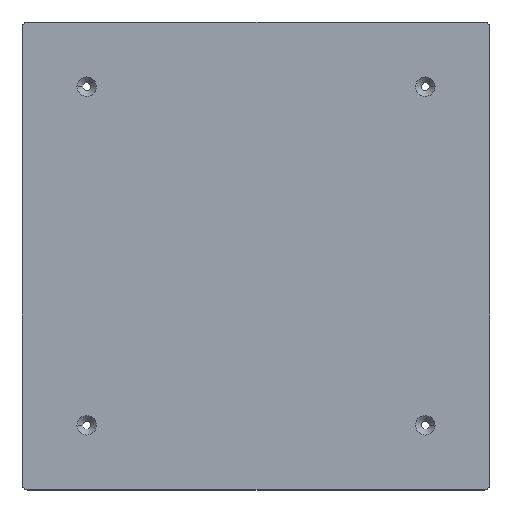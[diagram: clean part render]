
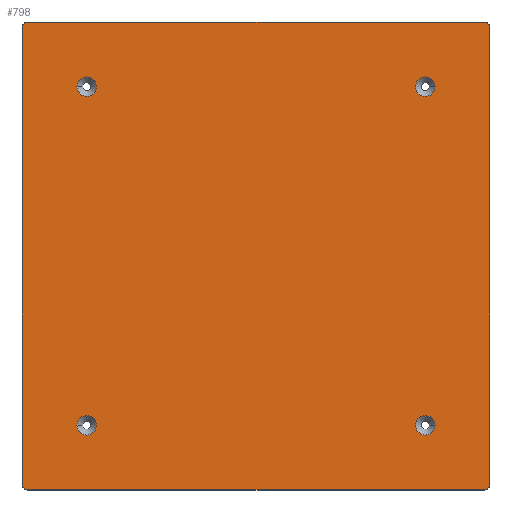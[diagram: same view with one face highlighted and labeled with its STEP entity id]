
A CAD part, top view. The second image highlights one B-rep face of the part: STEP entity #798.
In plain terms, the highlighted planar face has unit normal (0, 0, 1).
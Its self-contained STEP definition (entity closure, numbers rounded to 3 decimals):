
#6 = AXIS2_PLACEMENT_3D ( 'NONE', #474, #471, #469 ) ;
#8 = AXIS2_PLACEMENT_3D ( 'NONE', #491, #488, #484 ) ;
#10 = ORIENTED_EDGE ( 'NONE', *, *, #468, .T. ) ;
#15 = CIRCLE ( 'NONE', #60, 3. ) ;
#16 = AXIS2_PLACEMENT_3D ( 'NONE', #503, #496, #494 ) ;
#17 = CARTESIAN_POINT ( 'NONE',  ( 80.1, -85., 3. ) ) ;
#21 = DIRECTION ( 'NONE',  ( -1., 0., 0. ) ) ;
#29 = CARTESIAN_POINT ( 'NONE',  ( 0., 0., 3. ) ) ;
#31 = PLANE ( 'NONE',  #609 ) ;
#47 = CARTESIAN_POINT ( 'NONE',  ( -117.5, 114.5, 3. ) ) ;
#49 = DIRECTION ( 'NONE',  ( 0., 0., -1. ) ) ;
#51 = CARTESIAN_POINT ( 'NONE',  ( 114.5, -117.5, 3. ) ) ;
#53 = FACE_BOUND ( 'NONE', #181, .T. ) ;
#60 = AXIS2_PLACEMENT_3D ( 'NONE', #420, #414, #412 ) ;
#62 = VERTEX_POINT ( 'NONE', #846 ) ;
#64 = VERTEX_POINT ( 'NONE', #844 ) ;
#65 = AXIS2_PLACEMENT_3D ( 'NONE', #400, #396, #395 ) ;
#72 = ORIENTED_EDGE ( 'NONE', *, *, #347, .T. ) ;
#78 = CARTESIAN_POINT ( 'NONE',  ( 114.5, 117.5, 3. ) ) ;
#79 = CARTESIAN_POINT ( 'NONE',  ( -114.5, 117.5, 3. ) ) ;
#81 = AXIS2_PLACEMENT_3D ( 'NONE', #362, #361, #358 ) ;
#86 = ORIENTED_EDGE ( 'NONE', *, *, #461, .T. ) ;
#87 = EDGE_LOOP ( 'NONE', ( #962, #745, #86, #895, #169, #301, #690, #933 ) ) ;
#91 = CARTESIAN_POINT ( 'NONE',  ( -114.5, -117.5, 3. ) ) ;
#93 = CARTESIAN_POINT ( 'NONE',  ( -89.9, -85., 3. ) ) ;
#105 = DIRECTION ( 'NONE',  ( 0., 0., -1. ) ) ;
#125 = CARTESIAN_POINT ( 'NONE',  ( 80.1, 85., 3. ) ) ;
#127 = CARTESIAN_POINT ( 'NONE',  ( -80.1, -85., 3. ) ) ;
#133 = CARTESIAN_POINT ( 'NONE',  ( 85., -85., 3. ) ) ;
#136 = AXIS2_PLACEMENT_3D ( 'NONE', #323, #320, #317 ) ;
#166 = CIRCLE ( 'NONE', #6, 4.9 ) ;
#169 = ORIENTED_EDGE ( 'NONE', *, *, #489, .T. ) ;
#181 = EDGE_LOOP ( 'NONE', ( #386, #532 ) ) ;
#186 = VERTEX_POINT ( 'NONE', #669 ) ;
#189 = DIRECTION ( 'NONE',  ( -1., 0., 0. ) ) ;
#196 = CIRCLE ( 'NONE', #16, 4.9 ) ;
#211 = CARTESIAN_POINT ( 'NONE',  ( 85., 85., 3. ) ) ;
#212 = VERTEX_POINT ( 'NONE', #556 ) ;
#214 = VERTEX_POINT ( 'NONE', #549 ) ;
#221 = LINE ( 'NONE', #380, #857 ) ;
#234 = EDGE_LOOP ( 'NONE', ( #645, #440 ) ) ;
#243 = AXIS2_PLACEMENT_3D ( 'NONE', #797, #795, #794 ) ;
#247 = LINE ( 'NONE', #402, #482 ) ;
#255 = AXIS2_PLACEMENT_3D ( 'NONE', #133, #834, #830 ) ;
#258 = AXIS2_PLACEMENT_3D ( 'NONE', #211, #105, #189 ) ;
#259 = AXIS2_PLACEMENT_3D ( 'NONE', #341, #337, #328 ) ;
#279 = FACE_BOUND ( 'NONE', #234, .T. ) ;
#301 = ORIENTED_EDGE ( 'NONE', *, *, #492, .T. ) ;
#317 = DIRECTION ( 'NONE',  ( -1., 0., 0. ) ) ;
#320 = DIRECTION ( 'NONE',  ( 0., 0., 1. ) ) ;
#323 = CARTESIAN_POINT ( 'NONE',  ( -114.5, 114.5, 3. ) ) ;
#328 = DIRECTION ( 'NONE',  ( -1., 0., 0. ) ) ;
#335 = EDGE_CURVE ( 'NONE', #64, #186, #684, .T. ) ;
#337 = DIRECTION ( 'NONE',  ( 0., 0., -1. ) ) ;
#341 = CARTESIAN_POINT ( 'NONE',  ( -85., 85., 3. ) ) ;
#347 = EDGE_CURVE ( 'NONE', #930, #591, #620, .T. ) ;
#356 = EDGE_CURVE ( 'NONE', #62, #862, #950, .T. ) ;
#358 = DIRECTION ( 'NONE',  ( -1., 0., 0. ) ) ;
#361 = DIRECTION ( 'NONE',  ( 0., 0., 1. ) ) ;
#362 = CARTESIAN_POINT ( 'NONE',  ( 114.5, 114.5, 3. ) ) ;
#368 = EDGE_CURVE ( 'NONE', #886, #736, #824, .T. ) ;
#380 = CARTESIAN_POINT ( 'NONE',  ( -117.5, 117.5, 3. ) ) ;
#381 = DIRECTION ( 'NONE',  ( -1., 0., 0. ) ) ;
#386 = ORIENTED_EDGE ( 'NONE', *, *, #356, .T. ) ;
#395 = DIRECTION ( 'NONE',  ( -1., 0., 0. ) ) ;
#396 = DIRECTION ( 'NONE',  ( 0., 0., 1. ) ) ;
#400 = CARTESIAN_POINT ( 'NONE',  ( 114.5, -114.5, 3. ) ) ;
#402 = CARTESIAN_POINT ( 'NONE',  ( 117.5, -117.5, 3. ) ) ;
#412 = DIRECTION ( 'NONE',  ( -1., 0., 0. ) ) ;
#414 = DIRECTION ( 'NONE',  ( 0., 0., 1. ) ) ;
#420 = CARTESIAN_POINT ( 'NONE',  ( -114.5, -114.5, 3. ) ) ;
#425 = CIRCLE ( 'NONE', #8, 4.9 ) ;
#440 = ORIENTED_EDGE ( 'NONE', *, *, #470, .T. ) ;
#444 = DIRECTION ( 'NONE',  ( 0., 1., 0. ) ) ;
#450 = CIRCLE ( 'NONE', #81, 3. ) ;
#452 = DIRECTION ( 'NONE',  ( -1., 0., 0. ) ) ;
#457 = DIRECTION ( 'NONE',  ( 0., 0., -1. ) ) ;
#460 = CARTESIAN_POINT ( 'NONE',  ( -85., 85., 3. ) ) ;
#461 = EDGE_CURVE ( 'NONE', #691, #755, #901, .T. ) ;
#463 = ORIENTED_EDGE ( 'NONE', *, *, #368, .T. ) ;
#464 = EDGE_CURVE ( 'NONE', #736, #886, #196, .T. ) ;
#465 = EDGE_CURVE ( 'NONE', #862, #62, #425, .T. ) ;
#468 = EDGE_CURVE ( 'NONE', #591, #930, #166, .T. ) ;
#469 = DIRECTION ( 'NONE',  ( -1., 0., 0. ) ) ;
#470 = EDGE_CURVE ( 'NONE', #186, #64, #509, .T. ) ;
#471 = DIRECTION ( 'NONE',  ( 0., 0., -1. ) ) ;
#472 = EDGE_CURVE ( 'NONE', #784, #214, #730, .T. ) ;
#474 = CARTESIAN_POINT ( 'NONE',  ( 85., 85., 3. ) ) ;
#476 = EDGE_CURVE ( 'NONE', #214, #691, #15, .T. ) ;
#479 = DIRECTION ( 'NONE',  ( 0., -1., 0. ) ) ;
#482 = VECTOR ( 'NONE', #444, 1000. ) ;
#483 = CARTESIAN_POINT ( 'NONE',  ( -117.5, -117.5, 3. ) ) ;
#484 = DIRECTION ( 'NONE',  ( -1., 0., 0. ) ) ;
#485 = EDGE_CURVE ( 'NONE', #755, #212, #835, .T. ) ;
#488 = DIRECTION ( 'NONE',  ( 0., 0., -1. ) ) ;
#489 = EDGE_CURVE ( 'NONE', #212, #937, #247, .T. ) ;
#491 = CARTESIAN_POINT ( 'NONE',  ( 85., -85., 3. ) ) ;
#492 = EDGE_CURVE ( 'NONE', #937, #747, #450, .T. ) ;
#494 = DIRECTION ( 'NONE',  ( -1., 0., 0. ) ) ;
#495 = EDGE_CURVE ( 'NONE', #747, #739, #221, .T. ) ;
#496 = DIRECTION ( 'NONE',  ( 0., 0., -1. ) ) ;
#497 = EDGE_CURVE ( 'NONE', #739, #784, #688, .T. ) ;
#503 = CARTESIAN_POINT ( 'NONE',  ( -85., -85., 3. ) ) ;
#509 = CIRCLE ( 'NONE', #582, 4.9 ) ;
#514 = VECTOR ( 'NONE', #479, 1000. ) ;
#532 = ORIENTED_EDGE ( 'NONE', *, *, #465, .T. ) ;
#535 = CARTESIAN_POINT ( 'NONE',  ( -117.5, -117.5, 3. ) ) ;
#542 = FACE_OUTER_BOUND ( 'NONE', #87, .T. ) ;
#549 = CARTESIAN_POINT ( 'NONE',  ( -117.5, -114.5, 3. ) ) ;
#556 = CARTESIAN_POINT ( 'NONE',  ( 117.5, -114.5, 3. ) ) ;
#558 = DIRECTION ( 'NONE',  ( 1., 0., 0. ) ) ;
#582 = AXIS2_PLACEMENT_3D ( 'NONE', #460, #457, #452 ) ;
#591 = VERTEX_POINT ( 'NONE', #125 ) ;
#609 = AXIS2_PLACEMENT_3D ( 'NONE', #29, #49, #21 ) ;
#612 = FACE_BOUND ( 'NONE', #786, .T. ) ;
#620 = CIRCLE ( 'NONE', #258, 4.9 ) ;
#645 = ORIENTED_EDGE ( 'NONE', *, *, #335, .T. ) ;
#669 = CARTESIAN_POINT ( 'NONE',  ( -89.9, 85., 3. ) ) ;
#684 = CIRCLE ( 'NONE', #259, 4.9 ) ;
#688 = CIRCLE ( 'NONE', #136, 3. ) ;
#690 = ORIENTED_EDGE ( 'NONE', *, *, #495, .T. ) ;
#691 = VERTEX_POINT ( 'NONE', #91 ) ;
#695 = EDGE_LOOP ( 'NONE', ( #72, #10 ) ) ;
#730 = LINE ( 'NONE', #483, #514 ) ;
#736 = VERTEX_POINT ( 'NONE', #93 ) ;
#739 = VERTEX_POINT ( 'NONE', #79 ) ;
#743 = CARTESIAN_POINT ( 'NONE',  ( 89.9, 85., 3. ) ) ;
#745 = ORIENTED_EDGE ( 'NONE', *, *, #476, .T. ) ;
#746 = CARTESIAN_POINT ( 'NONE',  ( 117.5, 114.5, 3. ) ) ;
#747 = VERTEX_POINT ( 'NONE', #78 ) ;
#755 = VERTEX_POINT ( 'NONE', #51 ) ;
#756 = FACE_BOUND ( 'NONE', #695, .T. ) ;
#784 = VERTEX_POINT ( 'NONE', #47 ) ;
#786 = EDGE_LOOP ( 'NONE', ( #463, #859 ) ) ;
#794 = DIRECTION ( 'NONE',  ( -1., 0., 0. ) ) ;
#795 = DIRECTION ( 'NONE',  ( 0., 0., -1. ) ) ;
#797 = CARTESIAN_POINT ( 'NONE',  ( -85., -85., 3. ) ) ;
#798 = ADVANCED_FACE ( 'NONE', ( #612, #53, #756, #279, #542 ), #31, .F. ) ;
#824 = CIRCLE ( 'NONE', #243, 4.9 ) ;
#830 = DIRECTION ( 'NONE',  ( -1., 0., 0. ) ) ;
#834 = DIRECTION ( 'NONE',  ( 0., 0., -1. ) ) ;
#835 = CIRCLE ( 'NONE', #65, 3. ) ;
#844 = CARTESIAN_POINT ( 'NONE',  ( -80.1, 85., 3. ) ) ;
#846 = CARTESIAN_POINT ( 'NONE',  ( 89.9, -85., 3. ) ) ;
#857 = VECTOR ( 'NONE', #381, 1000. ) ;
#859 = ORIENTED_EDGE ( 'NONE', *, *, #464, .T. ) ;
#862 = VERTEX_POINT ( 'NONE', #17 ) ;
#886 = VERTEX_POINT ( 'NONE', #127 ) ;
#895 = ORIENTED_EDGE ( 'NONE', *, *, #485, .T. ) ;
#901 = LINE ( 'NONE', #535, #958 ) ;
#930 = VERTEX_POINT ( 'NONE', #743 ) ;
#933 = ORIENTED_EDGE ( 'NONE', *, *, #497, .T. ) ;
#937 = VERTEX_POINT ( 'NONE', #746 ) ;
#950 = CIRCLE ( 'NONE', #255, 4.9 ) ;
#958 = VECTOR ( 'NONE', #558, 1000. ) ;
#962 = ORIENTED_EDGE ( 'NONE', *, *, #472, .T. ) ;
